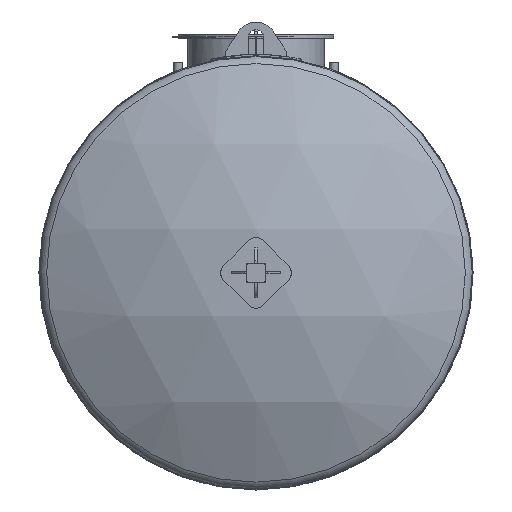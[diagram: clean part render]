
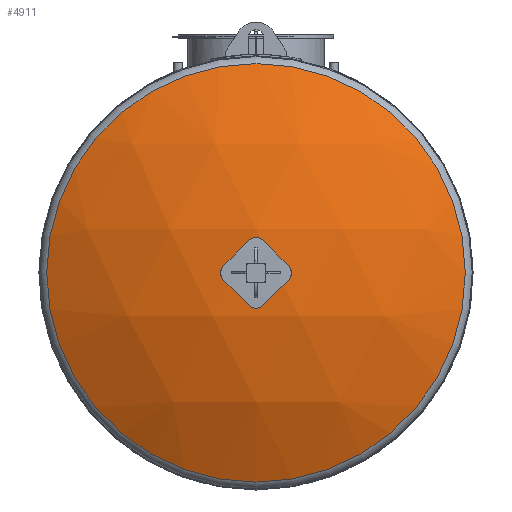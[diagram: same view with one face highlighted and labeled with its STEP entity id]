
A CAD part, left-side view. The second image highlights one B-rep face of the part: STEP entity #4911.
In plain terms, the highlighted spherical face has radius 2011 mm.
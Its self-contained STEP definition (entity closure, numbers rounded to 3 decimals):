
#35=SPHERICAL_SURFACE('',#5432,2011.);
#1349=FACE_OUTER_BOUND('',#1619,.T.);
#1619=EDGE_LOOP('',(#3935));
#1833=CIRCLE('',#5430,967.72);
#2249=VERTEX_POINT('',#8958);
#2916=EDGE_CURVE('',#2249,#2249,#1833,.T.);
#3935=ORIENTED_EDGE('',*,*,#2916,.T.);
#4911=ADVANCED_FACE('',(#1349),#35,.T.);
#5430=AXIS2_PLACEMENT_3D('',#8959,#6536,#6537);
#5432=AXIS2_PLACEMENT_3D('',#8961,#6540,#6541);
#6536=DIRECTION('center_axis',(-1.,0.,0.));
#6537=DIRECTION('ref_axis',(0.,-1.,0.));
#6540=DIRECTION('center_axis',(0.,0.,1.));
#6541=DIRECTION('ref_axis',(0.,-1.,0.));
#8958=CARTESIAN_POINT('',(-86.804,0.,967.72));
#8959=CARTESIAN_POINT('Origin',(-86.804,0.,
0.));
#8961=CARTESIAN_POINT('Origin',(1676.046,0.,
0.));
